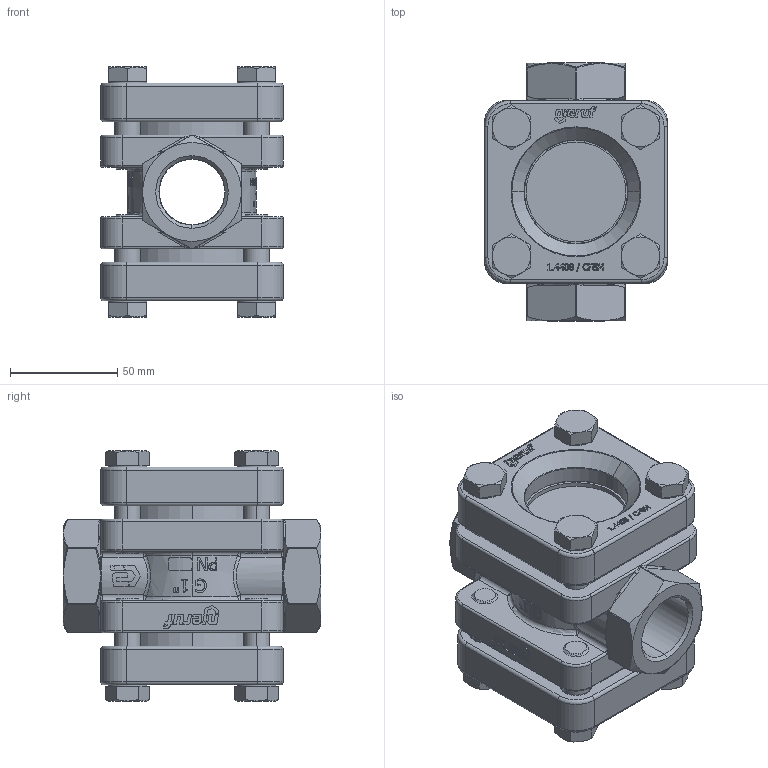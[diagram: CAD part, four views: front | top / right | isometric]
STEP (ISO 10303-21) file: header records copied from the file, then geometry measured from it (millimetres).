
FILE_DESCRIPTION (( 'STEP AP214' ), '1' );
FILE_NAME ('GS03_05_Durchfluss-Schauglas_Dummy.STEP', '2020-03-31T12:25:37', ( '' ), ( '' ), 'SwSTEP 2.0', 'SolidWorks 2020', '' );
FILE_SCHEMA (( 'AUTOMOTIVE_DESIGN' ));
Length unit declared in the file: millimetre
Products named in the file (1): GS03_05_Durchfluss-Schauglas_Dummy
Bounding box: 85 x 120 x 116.4 mm (x, y, z)
Volume: 477161.1 mm3; surface area: 145199.3 mm2
Topology: 17 solids, 17 shells, 1810 faces, 4590 edges, 2911 vertices
Faces by surface type: plane 873, cylinder 386, bspline 305, cone 124, torus 106, sphere 16
Entity records: 87049 total; most frequent: CARTESIAN_POINT 25290, ORIENTED_EDGE 9140, DIRECTION 7841, EDGE_CURVE 4570, VERTEX_POINT 2911, AXIS2_PLACEMENT_3D 2688, VECTOR 2465, LINE 2465
